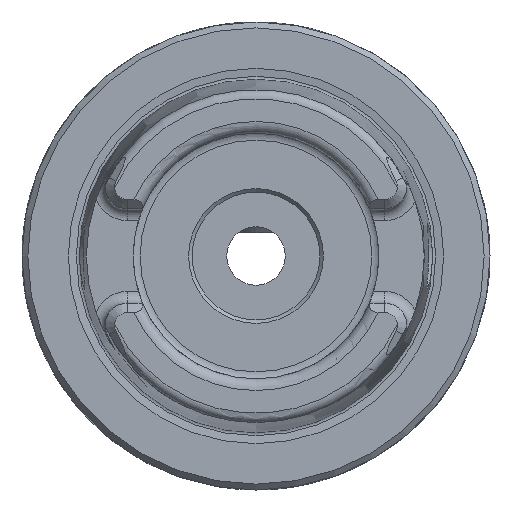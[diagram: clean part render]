
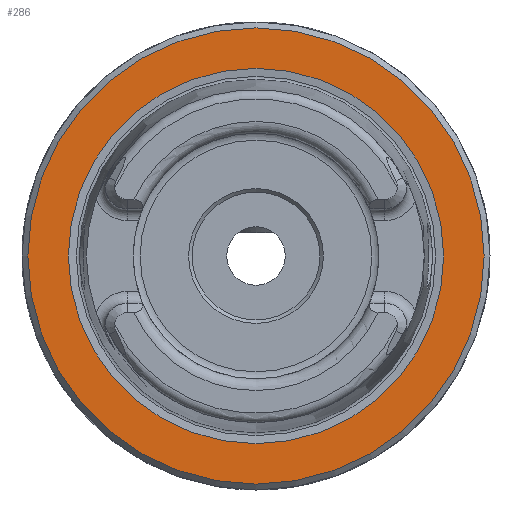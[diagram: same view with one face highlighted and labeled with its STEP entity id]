
A CAD part, left-side view. The second image highlights one B-rep face of the part: STEP entity #286.
In plain terms, the highlighted planar face has unit normal (-1, 0, 0).
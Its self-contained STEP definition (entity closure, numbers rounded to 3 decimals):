
#286 = ADVANCED_FACE( '', ( #685, #686 ), #687, .T. );
#685 = FACE_BOUND( '', #1215, .T. );
#686 = FACE_OUTER_BOUND( '', #1216, .T. );
#687 = PLANE( '', #1217 );
#1215 = EDGE_LOOP( '', ( #2014 ) );
#1216 = EDGE_LOOP( '', ( #2015 ) );
#1217 = AXIS2_PLACEMENT_3D( '', #2016, #2017, #2018 );
#2014 = ORIENTED_EDGE( '', *, *, #3093, .T. );
#2015 = ORIENTED_EDGE( '', *, *, #3030, .F. );
#2016 = CARTESIAN_POINT( '', ( 0., 0., -16.04 ) );
#2017 = DIRECTION( '', ( -1., 0., 0. ) );
#2018 = DIRECTION( '', ( 0., 0., 1. ) );
#3030 = EDGE_CURVE( '', #3653, #3653, #3654, .T. );
#3093 = EDGE_CURVE( '', #3746, #3746, #3747, .T. );
#3653 = VERTEX_POINT( '', #5071 );
#3654 = CIRCLE( '', #5072, 19.5 );
#3746 = VERTEX_POINT( '', #5295 );
#3747 = CIRCLE( '', #5296, 16.04 );
#5071 = CARTESIAN_POINT( '', ( 0., 0., -19.5 ) );
#5072 = AXIS2_PLACEMENT_3D( '', #6237, #6238, #6239 );
#5295 = CARTESIAN_POINT( '', ( 0., 0., -16.04 ) );
#5296 = AXIS2_PLACEMENT_3D( '', #6303, #6304, #6305 );
#6237 = CARTESIAN_POINT( '', ( 0., 0., 0. ) );
#6238 = DIRECTION( '', ( 1., 0., 0. ) );
#6239 = DIRECTION( '', ( 0., 0., -1. ) );
#6303 = CARTESIAN_POINT( '', ( 0., 0., 0. ) );
#6304 = DIRECTION( '', ( 1., 0., 0. ) );
#6305 = DIRECTION( '', ( 0., 0., -1. ) );
